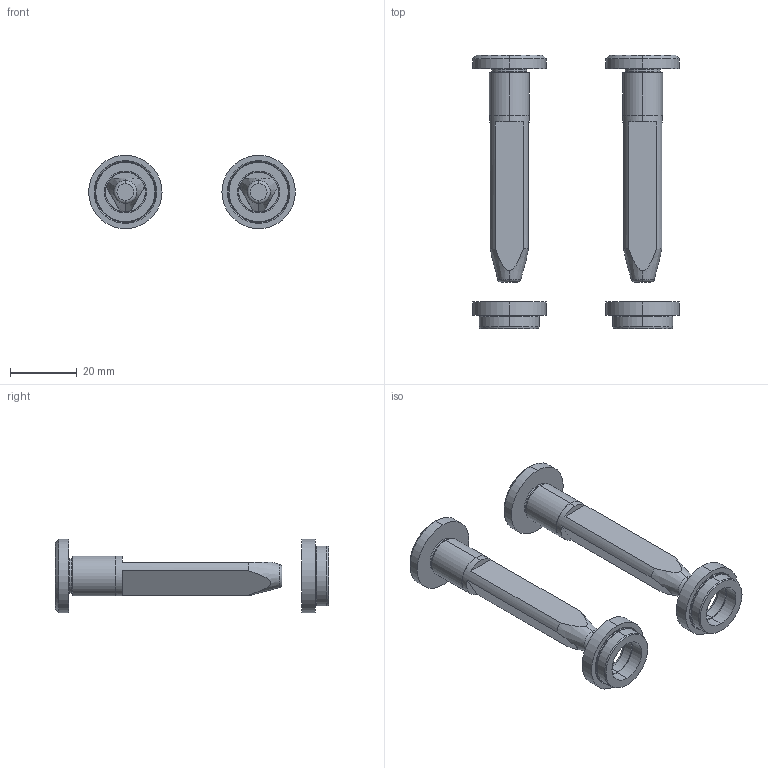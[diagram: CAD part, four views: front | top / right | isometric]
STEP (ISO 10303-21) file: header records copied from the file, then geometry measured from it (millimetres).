
FILE_DESCRIPTION (( 'STEP AP214' ), '1' );
FILE_NAME ('INGUN_103307.STEP', '2023-04-11T12:02:03', ( '' ), ( '' ), 'SwSTEP 2.0', 'SolidWorks 2021', '' );
FILE_SCHEMA (( 'AUTOMOTIVE_DESIGN' ));
Length unit declared in the file: millimetre
Products named in the file (4): 103090~1_S; INGUN_103307; 103253~1_S; 29371~0
Assembly tree (5 placements, depth 3):
  INGUN_103307
    103090~1_S  x2
    103253~1_S  x2
      29371~0
Bounding box: 62 x 82 x 22 mm (x, y, z)
Volume: 16963.2 mm3; surface area: 9067.9 mm2
Topology: 4 solids, 4 shells, 106 faces, 222 edges, 134 vertices
Faces by surface type: cylinder 32, plane 30, torus 24, cone 20
Entity records: 1669 total; most frequent: CARTESIAN_POINT 332, DIRECTION 303, ORIENTED_EDGE 222, AXIS2_PLACEMENT_3D 134, EDGE_CURVE 111, CIRCLE 72, VERTEX_POINT 67, EDGE_LOOP 60
